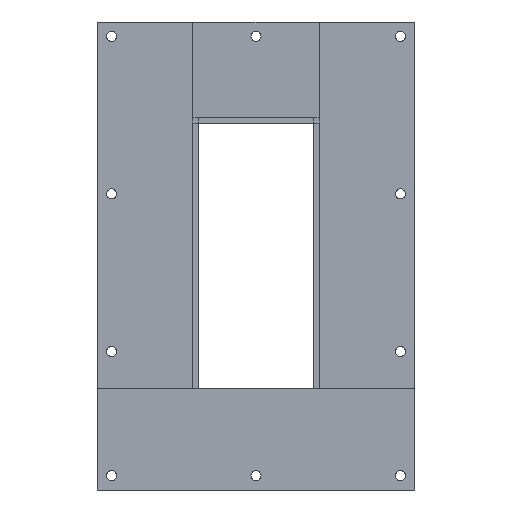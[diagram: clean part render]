
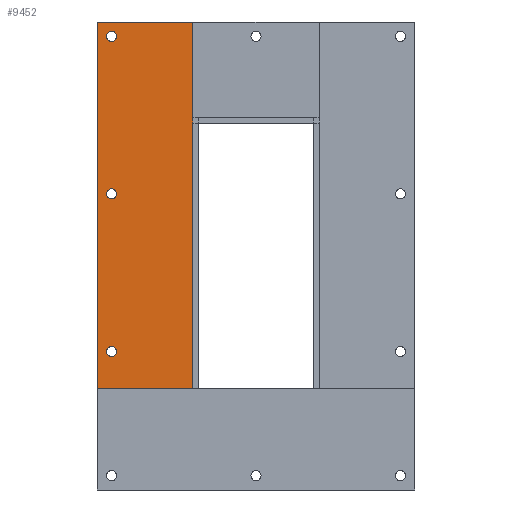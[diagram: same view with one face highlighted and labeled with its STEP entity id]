
A CAD part, left-side view. The second image highlights one B-rep face of the part: STEP entity #9452.
In plain terms, the highlighted planar face has unit normal (-1, 0, 0).
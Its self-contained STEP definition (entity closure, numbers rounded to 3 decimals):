
#743=LINE('',#15248,#1277);
#764=LINE('',#15520,#1298);
#816=LINE('',#15664,#1350);
#817=LINE('',#15666,#1351);
#818=LINE('',#15668,#1352);
#819=LINE('',#15669,#1353);
#1277=VECTOR('',#12405,10.);
#1298=VECTOR('',#12440,10.);
#1350=VECTOR('',#12584,10.);
#1351=VECTOR('',#12585,10.);
#1352=VECTOR('',#12586,10.);
#1353=VECTOR('',#12587,10.);
#1764=FACE_BOUND('',#2955,.T.);
#1765=FACE_BOUND('',#2956,.T.);
#1766=FACE_BOUND('',#2957,.T.);
#2244=FACE_OUTER_BOUND('',#2954,.T.);
#2954=EDGE_LOOP('',(#7268,#7269,#7270,#7271,#7272,#7273));
#2955=EDGE_LOOP('',(#7274));
#2956=EDGE_LOOP('',(#7275));
#2957=EDGE_LOOP('',(#7276));
#3508=CIRCLE('',#10430,5.25);
#3510=CIRCLE('',#10433,5.25);
#3512=CIRCLE('',#10436,5.25);
#4087=VERTEX_POINT('',#15245);
#4088=VERTEX_POINT('',#15247);
#4106=VERTEX_POINT('',#15517);
#4147=VERTEX_POINT('',#15647);
#4149=VERTEX_POINT('',#15653);
#4151=VERTEX_POINT('',#15659);
#4152=VERTEX_POINT('',#15663);
#4153=VERTEX_POINT('',#15665);
#4154=VERTEX_POINT('',#15667);
#5145=EDGE_CURVE('',#4088,#4087,#743,.T.);
#5173=EDGE_CURVE('',#4106,#4088,#764,.T.);
#5238=EDGE_CURVE('',#4147,#4147,#3508,.T.);
#5241=EDGE_CURVE('',#4149,#4149,#3510,.T.);
#5244=EDGE_CURVE('',#4151,#4151,#3512,.T.);
#5245=EDGE_CURVE('',#4087,#4152,#816,.T.);
#5246=EDGE_CURVE('',#4153,#4152,#817,.T.);
#5247=EDGE_CURVE('',#4153,#4154,#818,.T.);
#5248=EDGE_CURVE('',#4154,#4106,#819,.T.);
#7268=ORIENTED_EDGE('',*,*,#5245,.T.);
#7269=ORIENTED_EDGE('',*,*,#5246,.F.);
#7270=ORIENTED_EDGE('',*,*,#5247,.T.);
#7271=ORIENTED_EDGE('',*,*,#5248,.T.);
#7272=ORIENTED_EDGE('',*,*,#5173,.T.);
#7273=ORIENTED_EDGE('',*,*,#5145,.T.);
#7274=ORIENTED_EDGE('',*,*,#5238,.T.);
#7275=ORIENTED_EDGE('',*,*,#5241,.T.);
#7276=ORIENTED_EDGE('',*,*,#5244,.T.);
#8307=PLANE('',#10437);
#9452=ADVANCED_FACE('',(#2244,#1764,#1765,#1766),#8307,.T.);
#10430=AXIS2_PLACEMENT_3D('',#15649,#12566,#12567);
#10433=AXIS2_PLACEMENT_3D('',#15655,#12573,#12574);
#10436=AXIS2_PLACEMENT_3D('',#15661,#12580,#12581);
#10437=AXIS2_PLACEMENT_3D('',#15662,#12582,#12583);
#12405=DIRECTION('',(0.,0.,1.));
#12440=DIRECTION('',(0.,0.,1.));
#12566=DIRECTION('center_axis',(1.,0.,0.));
#12567=DIRECTION('ref_axis',(0.,1.,0.));
#12573=DIRECTION('center_axis',(1.,0.,0.));
#12574=DIRECTION('ref_axis',(0.,1.,0.));
#12580=DIRECTION('center_axis',(1.,0.,0.));
#12581=DIRECTION('ref_axis',(0.,1.,0.));
#12582=DIRECTION('center_axis',(-1.,0.,0.));
#12583=DIRECTION('ref_axis',(0.,0.,
1.));
#12584=DIRECTION('',(0.,1.,0.));
#12585=DIRECTION('',(0.,0.,1.));
#12586=DIRECTION('',(0.,-1.,0.));
#12587=DIRECTION('',(0.,0.,1.));
#15245=CARTESIAN_POINT('',(0.,132.5,156.));
#15247=CARTESIAN_POINT('',(0.,132.5,56.));
#15248=CARTESIAN_POINT('',(0.,132.5,-227.6));
#15517=CARTESIAN_POINT('',(0.,132.5,50.));
#15520=CARTESIAN_POINT('',(0.,132.5,-227.6));
#15647=CARTESIAN_POINT('',(0.,212.25,-189.));
#15649=CARTESIAN_POINT('Origin',(0.,217.5,-189.));
#15653=CARTESIAN_POINT('',(0.,212.25,141.));
#15655=CARTESIAN_POINT('Origin',(0.,217.5,141.));
#15659=CARTESIAN_POINT('',(0.,212.25,-24.));
#15661=CARTESIAN_POINT('Origin',(0.,217.5,-24.));
#15662=CARTESIAN_POINT('Origin',(0.,132.5,-227.6));
#15663=CARTESIAN_POINT('',(0.,232.5,156.));
#15664=CARTESIAN_POINT('',(0.,232.5,156.));
#15665=CARTESIAN_POINT('',(0.,232.5,-227.6));
#15666=CARTESIAN_POINT('',(0.,232.5,-227.6));
#15667=CARTESIAN_POINT('',(0.,132.5,-227.6));
#15668=CARTESIAN_POINT('',(0.,232.5,-227.6));
#15669=CARTESIAN_POINT('',(0.,132.5,-227.6));
